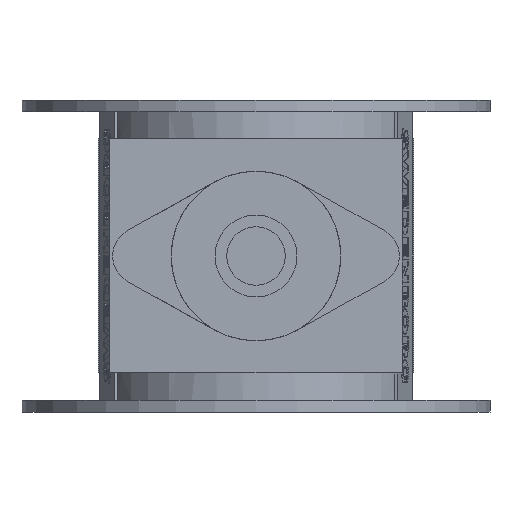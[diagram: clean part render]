
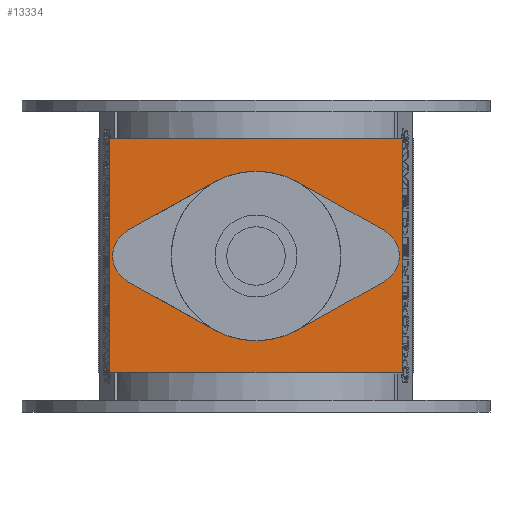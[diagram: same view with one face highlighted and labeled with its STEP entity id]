
A CAD part, left-side view. The second image highlights one B-rep face of the part: STEP entity #13334.
In plain terms, the highlighted planar face has unit normal (-1, 0, 0).
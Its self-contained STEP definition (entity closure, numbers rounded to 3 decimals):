
#128=CIRCLE('',#13888,15.);
#130=CIRCLE('',#13892,43.5);
#132=CIRCLE('',#13894,43.5);
#133=CIRCLE('',#13895,43.5);
#134=CIRCLE('',#13898,15.);
#253=FACE_BOUND('',#1990,.T.);
#682=PLANE('',#13904);
#1290=FACE_OUTER_BOUND('',#1989,.T.);
#1989=EDGE_LOOP('',(#11685,#11686,#11687,#11688));
#1990=EDGE_LOOP('',(#11689,#11690,#11691,#11692,#11693,#11694,#11695,#11696,
#11697));
#2370=LINE('',#18167,#3723);
#2373=LINE('',#18173,#3726);
#2391=LINE('',#18211,#3744);
#2991=LINE('',#21313,#4344);
#3354=LINE('',#23323,#4707);
#3359=LINE('',#23337,#4712);
#3365=LINE('',#23354,#4718);
#3368=LINE('',#23361,#4721);
#3723=VECTOR('',#14494,10.);
#3726=VECTOR('',#14499,10.);
#3744=VECTOR('',#14523,10.);
#4344=VECTOR('',#15487,10.);
#4707=VECTOR('',#16228,10.);
#4712=VECTOR('',#16241,10.);
#4718=VECTOR('',#16259,10.);
#4721=VECTOR('',#16268,10.);
#5450=VERTEX_POINT('',#18164);
#5451=VERTEX_POINT('',#18166);
#5452=VERTEX_POINT('',#18170);
#5453=VERTEX_POINT('',#18172);
#6339=VERTEX_POINT('',#23321);
#6340=VERTEX_POINT('',#23322);
#6343=VERTEX_POINT('',#23330);
#6345=VERTEX_POINT('',#23336);
#6347=VERTEX_POINT('',#23342);
#6348=VERTEX_POINT('',#23346);
#6349=VERTEX_POINT('',#23349);
#6350=VERTEX_POINT('',#23353);
#6351=VERTEX_POINT('',#23357);
#6815=EDGE_CURVE('',#5450,#5451,#2370,.T.);
#6818=EDGE_CURVE('',#5452,#5453,#2373,.T.);
#6839=EDGE_CURVE('',#5451,#5452,#2391,.T.);
#7627=EDGE_CURVE('',#5453,#5450,#2991,.T.);
#8143=EDGE_CURVE('',#6339,#6340,#3354,.T.);
#8147=EDGE_CURVE('',#6340,#6343,#128,.T.);
#8150=EDGE_CURVE('',#6343,#6345,#3359,.T.);
#8154=EDGE_CURVE('',#6345,#6347,#130,.T.);
#8156=EDGE_CURVE('',#6348,#6339,#132,.T.);
#8159=EDGE_CURVE('',#6347,#6349,#133,.T.);
#8160=EDGE_CURVE('',#6349,#6350,#3365,.T.);
#8162=EDGE_CURVE('',#6350,#6351,#134,.T.);
#8164=EDGE_CURVE('',#6351,#6348,#3368,.T.);
#11685=ORIENTED_EDGE('',*,*,#6815,.F.);
#11686=ORIENTED_EDGE('',*,*,#7627,.F.);
#11687=ORIENTED_EDGE('',*,*,#6818,.F.);
#11688=ORIENTED_EDGE('',*,*,#6839,.F.);
#11689=ORIENTED_EDGE('',*,*,#8143,.T.);
#11690=ORIENTED_EDGE('',*,*,#8147,.T.);
#11691=ORIENTED_EDGE('',*,*,#8150,.T.);
#11692=ORIENTED_EDGE('',*,*,#8154,.T.);
#11693=ORIENTED_EDGE('',*,*,#8159,.T.);
#11694=ORIENTED_EDGE('',*,*,#8160,.T.);
#11695=ORIENTED_EDGE('',*,*,#8162,.T.);
#11696=ORIENTED_EDGE('',*,*,#8164,.T.);
#11697=ORIENTED_EDGE('',*,*,#8156,.T.);
#13334=ADVANCED_FACE('',(#1290,#253),#682,.F.);
#13888=AXIS2_PLACEMENT_3D('',#23331,#16234,#16235);
#13892=AXIS2_PLACEMENT_3D('',#23344,#16247,#16248);
#13894=AXIS2_PLACEMENT_3D('',#23347,#16251,#16252);
#13895=AXIS2_PLACEMENT_3D('',#23351,#16255,#16256);
#13898=AXIS2_PLACEMENT_3D('',#23358,#16263,#16264);
#13904=AXIS2_PLACEMENT_3D('',#23368,#16279,#16280);
#14494=DIRECTION('',(0.,-1.,0.));
#14499=DIRECTION('',(0.,1.,0.));
#14523=DIRECTION('',(0.,0.,-1.));
#15487=DIRECTION('',(0.,0.,1.));
#16228=DIRECTION('',(0.,-0.873,-0.487));
#16234=DIRECTION('center_axis',(1.,0.,0.));
#16235=DIRECTION('ref_axis',(0.,0.,1.));
#16241=DIRECTION('',(0.,0.873,-0.487));
#16247=DIRECTION('center_axis',(1.,0.,0.));
#16248=DIRECTION('ref_axis',(0.,0.,1.));
#16251=DIRECTION('center_axis',(1.,0.,0.));
#16252=DIRECTION('ref_axis',(0.,0.,1.));
#16255=DIRECTION('center_axis',(1.,0.,0.));
#16256=DIRECTION('ref_axis',(0.,0.,1.));
#16259=DIRECTION('',(0.,0.873,0.487));
#16263=DIRECTION('center_axis',(1.,0.,0.));
#16264=DIRECTION('ref_axis',(0.,0.,1.));
#16268=DIRECTION('',(0.,-0.873,0.487));
#16279=DIRECTION('center_axis',(1.,0.,0.));
#16280=DIRECTION('ref_axis',(0.,0.,-1.));
#18164=CARTESIAN_POINT('',(-225.,75.,60.));
#18166=CARTESIAN_POINT('',(-225.,-75.,60.));
#18167=CARTESIAN_POINT('',(-225.,75.,60.));
#18170=CARTESIAN_POINT('',(-225.,-75.,-60.));
#18172=CARTESIAN_POINT('',(-225.,75.,-60.));
#18173=CARTESIAN_POINT('',(-225.,-75.,-60.));
#18211=CARTESIAN_POINT('',(-225.,-75.,60.));
#21313=CARTESIAN_POINT('',(-225.,75.,-60.));
#23321=CARTESIAN_POINT('',(-225.,-21.192,37.989));
#23322=CARTESIAN_POINT('',(-225.,-65.808,13.1));
#23323=CARTESIAN_POINT('',(-225.,-43.5,25.544));
#23330=CARTESIAN_POINT('',(-225.,-65.808,-13.1));
#23331=CARTESIAN_POINT('Origin',(-225.,-58.5,0.));
#23336=CARTESIAN_POINT('',(-225.,-21.192,-37.989));
#23337=CARTESIAN_POINT('',(-225.,-21.192,-37.989));
#23342=CARTESIAN_POINT('',(-225.,0.,-43.5));
#23344=CARTESIAN_POINT('Origin',(-225.,0.,0.));
#23346=CARTESIAN_POINT('',(-225.,21.192,37.989));
#23347=CARTESIAN_POINT('Origin',(-225.,0.,0.));
#23349=CARTESIAN_POINT('',(-225.,21.192,-37.989));
#23351=CARTESIAN_POINT('Origin',(-225.,0.,0.));
#23353=CARTESIAN_POINT('',(-225.,65.808,-13.1));
#23354=CARTESIAN_POINT('',(-225.,43.5,-25.544));
#23357=CARTESIAN_POINT('',(-225.,65.808,13.1));
#23358=CARTESIAN_POINT('Origin',(-225.,58.5,0.));
#23361=CARTESIAN_POINT('',(-225.,21.192,37.989));
#23368=CARTESIAN_POINT('Origin',(-225.,0.,0.));
